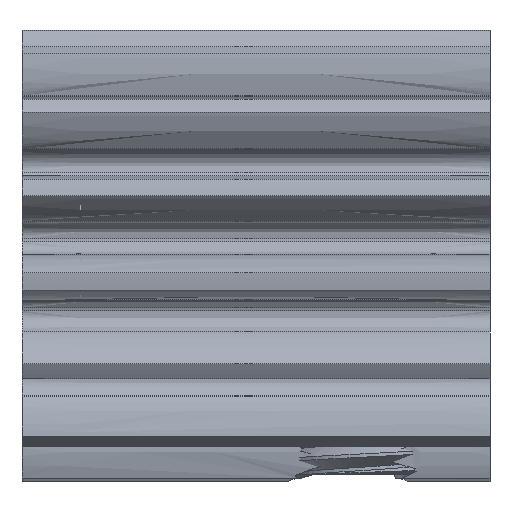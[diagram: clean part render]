
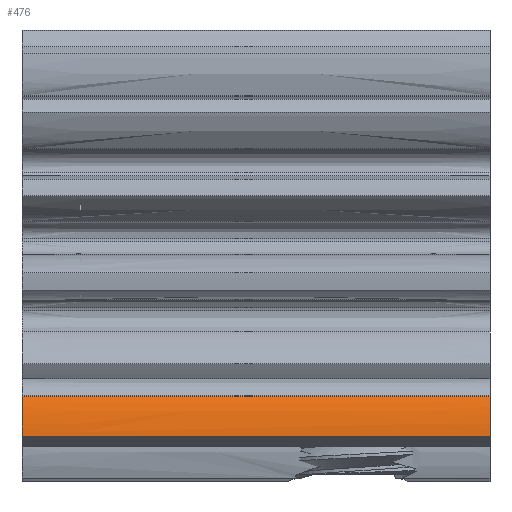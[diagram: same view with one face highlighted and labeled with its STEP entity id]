
A CAD part, left-side view. The second image highlights one B-rep face of the part: STEP entity #476.
In plain terms, the highlighted face is a extrusion surface.
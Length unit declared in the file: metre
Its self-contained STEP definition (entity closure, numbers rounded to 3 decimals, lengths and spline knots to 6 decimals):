
#476 = ADVANCED_FACE( '', ( #1040 ), #1041, .F. );
#1040 = FACE_OUTER_BOUND( '', #1992, .T. );
#1041 = SURFACE_OF_LINEAR_EXTRUSION( '', #1993, #1994 );
#1992 = EDGE_LOOP( '', ( #4128, #4129, #4130, #4131 ) );
#1993 = B_SPLINE_CURVE_WITH_KNOTS( '', 3, ( #4132, #4133, #4134, #4135, #4136, #4137, #4138, #4139, #4140, #4141, #4142 ), .UNSPECIFIED., .F., .F., ( 4, 1, 1, 1, 1, 1, 1, 1, 4 ), ( 0., 0.060276, 0.116612, 0.190414, 0.281681, 0.390414, 0.516612, 0.660276, 1. ), .UNSPECIFIED. );
#1994 = VECTOR( '', #4143, 1. );
#4128 = ORIENTED_EDGE( '', *, *, #6087, .T. );
#4129 = ORIENTED_EDGE( '', *, *, #6088, .T. );
#4130 = ORIENTED_EDGE( '', *, *, #6089, .F. );
#4131 = ORIENTED_EDGE( '', *, *, #5696, .T. );
#4132 = CARTESIAN_POINT( '', ( -0.00384, -0.014, -0.004139 ) );
#4133 = CARTESIAN_POINT( '', ( -0.003862, -0.014, -0.004166 ) );
#4134 = CARTESIAN_POINT( '', ( -0.003899, -0.014, -0.004222 ) );
#4135 = CARTESIAN_POINT( '', ( -0.003953, -0.014, -0.004318 ) );
#4136 = CARTESIAN_POINT( '', ( -0.004007, -0.014, -0.004434 ) );
#4137 = CARTESIAN_POINT( '', ( -0.004063, -0.014, -0.004582 ) );
#4138 = CARTESIAN_POINT( '', ( -0.004116, -0.014, -0.004763 ) );
#4139 = CARTESIAN_POINT( '', ( -0.004163, -0.014, -0.004976 ) );
#4140 = CARTESIAN_POINT( '', ( -0.004213, -0.014, -0.005325 ) );
#4141 = CARTESIAN_POINT( '', ( -0.004221, -0.014, -0.005604 ) );
#4142 = CARTESIAN_POINT( '', ( -0.004214, -0.014, -0.0058 ) );
#4143 = DIRECTION( '', ( 0., 1., 0. ) );
#5696 = EDGE_CURVE( '', #6587, #6585, #6588, .T. );
#6087 = EDGE_CURVE( '', #6585, #7225, #7226, .T. );
#6088 = EDGE_CURVE( '', #7225, #7227, #7228, .F. );
#6089 = EDGE_CURVE( '', #6587, #7227, #7229, .T. );
#6585 = VERTEX_POINT( '', #8184 );
#6587 = VERTEX_POINT( '', #8187 );
#6588 = LINE( '', #8188, #8189 );
#7225 = VERTEX_POINT( '', #10006 );
#7226 = B_SPLINE_CURVE_WITH_KNOTS( '', 3, ( #10007, #10008, #10009, #10010, #10011, #10012, #10013, #10014, #10015, #10016, #10017 ), .UNSPECIFIED., .F., .F., ( 4, 1, 1, 1, 1, 1, 1, 1, 4 ), ( 0., 0.060276, 0.116612, 0.190414, 0.281681, 0.390414, 0.516612, 0.660276, 0.735763 ), .UNSPECIFIED. );
#7227 = VERTEX_POINT( '', #10018 );
#7228 = LINE( '', #10019, #10020 );
#7229 = B_SPLINE_CURVE_WITH_KNOTS( '', 3, ( #10021, #10022, #10023, #10024, #10025, #10026, #10027, #10028, #10029, #10030, #10031 ), .UNSPECIFIED., .F., .F., ( 4, 1, 1, 1, 1, 1, 1, 1, 4 ), ( 0., 0.060276, 0.116612, 0.190414, 0.281681, 0.390414, 0.516612, 0.660276, 0.735763 ), .UNSPECIFIED. );
#8184 = CARTESIAN_POINT( '', ( -0.00384, 0., -0.004139 ) );
#8187 = CARTESIAN_POINT( '', ( -0.00384, -0.014, -0.004139 ) );
#8188 = CARTESIAN_POINT( '', ( -0.00384, -0.014, -0.004139 ) );
#8189 = VECTOR( '', #11818, 1. );
#10006 = CARTESIAN_POINT( '', ( -0.004206, 0., -0.005343 ) );
#10007 = CARTESIAN_POINT( '', ( -0.00384, 0., -0.004139 ) );
#10008 = CARTESIAN_POINT( '', ( -0.003862, 0., -0.004166 ) );
#10009 = CARTESIAN_POINT( '', ( -0.003899, 0., -0.004222 ) );
#10010 = CARTESIAN_POINT( '', ( -0.003953, 0., -0.004318 ) );
#10011 = CARTESIAN_POINT( '', ( -0.004007, 0., -0.004434 ) );
#10012 = CARTESIAN_POINT( '', ( -0.004063, 0., -0.004582 ) );
#10013 = CARTESIAN_POINT( '', ( -0.004116, 0., -0.004763 ) );
#10014 = CARTESIAN_POINT( '', ( -0.004163, 0., -0.004976 ) );
#10015 = CARTESIAN_POINT( '', ( -0.004192, 0., -0.005174 ) );
#10016 = CARTESIAN_POINT( '', ( -0.004203, 0., -0.005299 ) );
#10017 = CARTESIAN_POINT( '', ( -0.004206, 0., -0.005343 ) );
#10018 = CARTESIAN_POINT( '', ( -0.004206, -0.014, -0.005343 ) );
#10019 = CARTESIAN_POINT( '', ( -0.004206, -0.014, -0.005343 ) );
#10020 = VECTOR( '', #12041, 1. );
#10021 = CARTESIAN_POINT( '', ( -0.00384, -0.014, -0.004139 ) );
#10022 = CARTESIAN_POINT( '', ( -0.003862, -0.014, -0.004166 ) );
#10023 = CARTESIAN_POINT( '', ( -0.003899, -0.014, -0.004222 ) );
#10024 = CARTESIAN_POINT( '', ( -0.003953, -0.014, -0.004318 ) );
#10025 = CARTESIAN_POINT( '', ( -0.004007, -0.014, -0.004434 ) );
#10026 = CARTESIAN_POINT( '', ( -0.004063, -0.014, -0.004582 ) );
#10027 = CARTESIAN_POINT( '', ( -0.004116, -0.014, -0.004763 ) );
#10028 = CARTESIAN_POINT( '', ( -0.004163, -0.014, -0.004976 ) );
#10029 = CARTESIAN_POINT( '', ( -0.004192, -0.014, -0.005174 ) );
#10030 = CARTESIAN_POINT( '', ( -0.004203, -0.014, -0.005299 ) );
#10031 = CARTESIAN_POINT( '', ( -0.004206, -0.014, -0.005343 ) );
#11818 = DIRECTION( '', ( 0., 1., 0. ) );
#12041 = DIRECTION( '', ( 0., 1., 0. ) );
